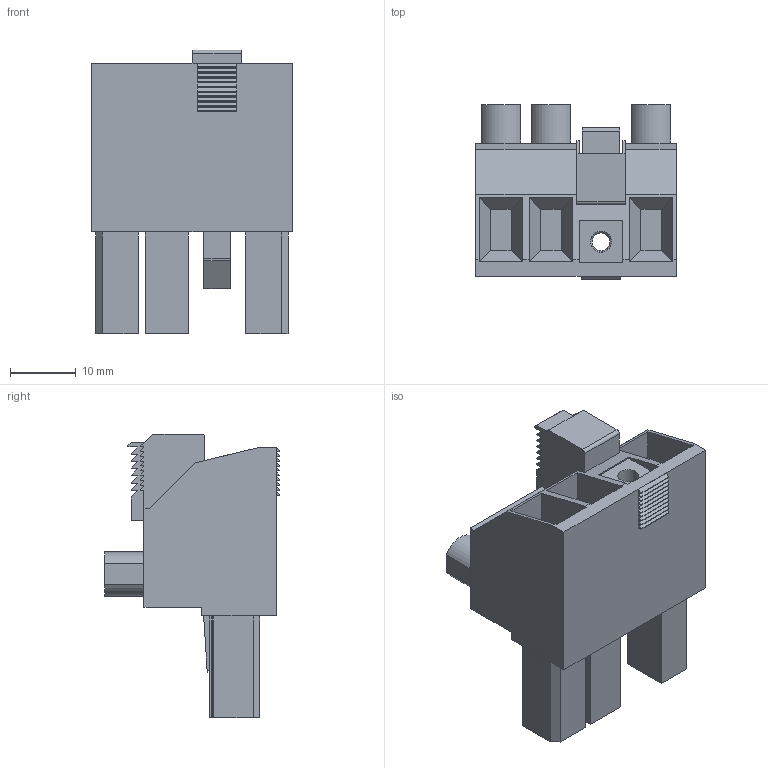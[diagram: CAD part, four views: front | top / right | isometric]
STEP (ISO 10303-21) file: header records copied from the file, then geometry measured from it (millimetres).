
FILE_DESCRIPTION(('CATIA V5 STEP Exchange','CAx-IF Rec.Pracs.--- Model Styling and Organization---1.4--- 2014-01-23'),'2;1');
FILE_NAME ('D1449475_1_1156730000_1156730000.stp','2022-01-30T10:43:24+00:00',('none'),('Weidmueller'),'CATIA Version 5-6 Release 2016','CATIA V5 STEP AP214','none');
FILE_SCHEMA(('AUTOMOTIVE_DESIGN { 1 0 10303 214 1 1 1 1 }'));
Length unit declared in the file: millimetre
Products named in the file (1): 1156730000
Bounding box: 30.48 x 26.6 x 43.15 mm (x, y, z)
Volume: 14086.9 mm3; surface area: 9109.7 mm2
Topology: 5 solids, 6 shells, 450 faces, 1303 edges, 883 vertices
Faces by surface type: plane 389, cylinder 44, bspline 6, torus 5, sphere 4, cone 2
Entity records: 15838 total; most frequent: CARTESIAN_POINT 3690, ORIENTED_EDGE 2602, DIRECTION 2072, EDGE_CURVE 1301, VECTOR 1076, LINE 1076, VERTEX_POINT 883, AXIS2_PLACEMENT_3D 553
